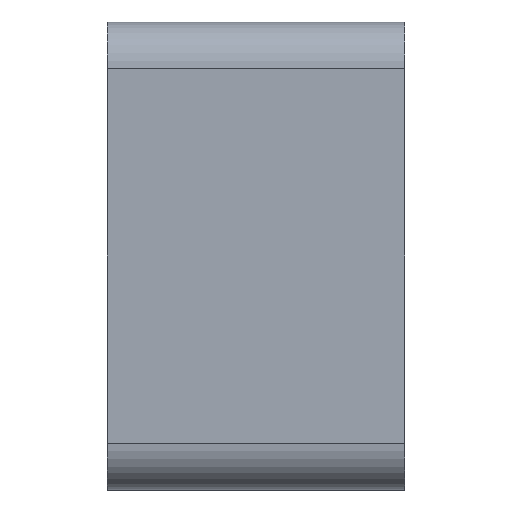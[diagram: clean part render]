
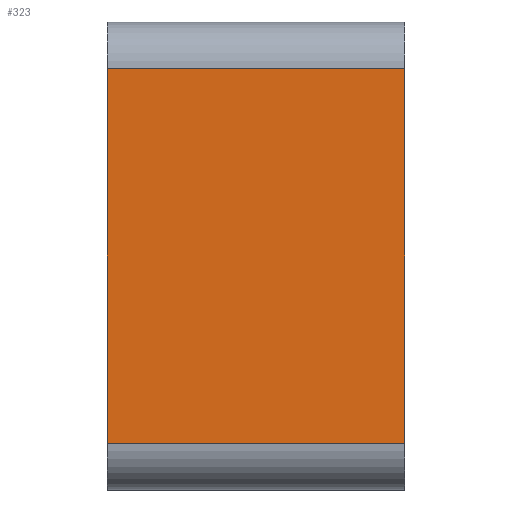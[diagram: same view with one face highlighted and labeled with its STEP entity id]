
A CAD part, left-side view. The second image highlights one B-rep face of the part: STEP entity #323.
In plain terms, the highlighted planar face has unit normal (-1, 0, 0).
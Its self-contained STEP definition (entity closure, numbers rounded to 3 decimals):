
#31=PLANE('',#375);
#49=FACE_OUTER_BOUND('',#73,.T.);
#73=EDGE_LOOP('',(#281,#282,#283,#284));
#85=LINE('',#499,#107);
#90=LINE('',#525,#112);
#93=LINE('',#532,#115);
#100=LINE('',#564,#122);
#107=VECTOR('',#397,10.);
#112=VECTOR('',#424,10.);
#115=VECTOR('',#433,10.);
#122=VECTOR('',#474,10.);
#150=VERTEX_POINT('',#496);
#151=VERTEX_POINT('',#498);
#161=VERTEX_POINT('',#523);
#162=VERTEX_POINT('',#530);
#180=EDGE_CURVE('',#151,#150,#85,.T.);
#193=EDGE_CURVE('',#161,#150,#90,.T.);
#197=EDGE_CURVE('',#151,#162,#93,.T.);
#212=EDGE_CURVE('',#161,#162,#100,.T.);
#281=ORIENTED_EDGE('',*,*,#193,.F.);
#282=ORIENTED_EDGE('',*,*,#212,.T.);
#283=ORIENTED_EDGE('',*,*,#197,.F.);
#284=ORIENTED_EDGE('',*,*,#180,.T.);
#323=ADVANCED_FACE('',(#49),#31,.T.);
#375=AXIS2_PLACEMENT_3D('',#563,#472,#473);
#397=DIRECTION('',(0.,0.,-1.));
#424=DIRECTION('',(0.,1.,0.));
#433=DIRECTION('',(0.,-1.,0.));
#472=DIRECTION('center_axis',(-1.,0.,0.));
#473=DIRECTION('ref_axis',(0.,0.,-1.));
#474=DIRECTION('',(0.,0.,1.));
#496=CARTESIAN_POINT('',(-30.,0.,-8.));
#498=CARTESIAN_POINT('',(-30.,0.,8.));
#499=CARTESIAN_POINT('',(-30.,0.,10.));
#523=CARTESIAN_POINT('',(-30.,-12.7,-8.));
#525=CARTESIAN_POINT('',(-30.,0.,-8.));
#530=CARTESIAN_POINT('',(-30.,-12.7,8.));
#532=CARTESIAN_POINT('',(-30.,0.,8.));
#563=CARTESIAN_POINT('Origin',(-30.,0.,10.));
#564=CARTESIAN_POINT('',(-30.,-12.7,5.));
